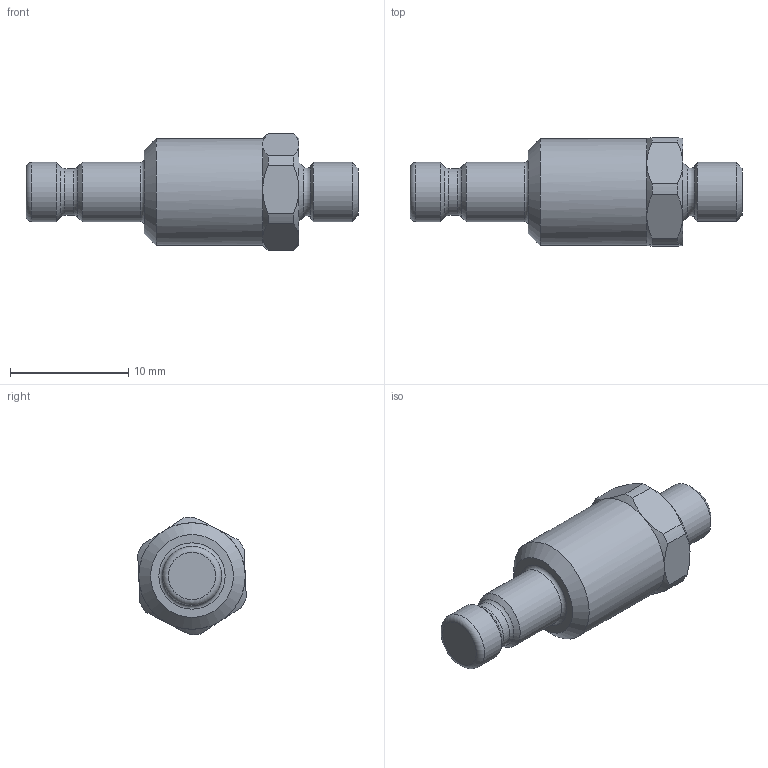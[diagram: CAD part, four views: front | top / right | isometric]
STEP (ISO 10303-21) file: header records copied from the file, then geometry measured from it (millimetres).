
FILE_DESCRIPTION((''),'2;1');
FILE_NAME('20sbam05rvx.stp','2014-11-24T07:30:16',('IA176480'),(''),'Autodesk Inventor 2013','Autodesk Inventor 2013','');
FILE_SCHEMA(('AUTOMOTIVE_DESIGN { 1 0 10303 214 1 1 1 1 }'));
Length unit declared in the file: millimetre
Products named in the file (1): D109649
Bounding box: 28.05 x 9.18 x 9.9 mm (x, y, z)
Volume: 1085.2 mm3; surface area: 971.2 mm2
Topology: 1 solids, 4 shells, 59 faces, 126 edges, 74 vertices
Faces by surface type: cone 23, cylinder 17, plane 13, torus 6
Full cylindrical faces by diameter (mm): 3.95 x1, 5 x3, 6.196 x1, 6.3 x1, 6.8 x1, 7.3 x1, 7.46 x1, 8.1 x1, 9 x1
Entity records: 1465 total; most frequent: CARTESIAN_POINT 270, DIRECTION 246, ORIENTED_EDGE 186, AXIS2_PLACEMENT_3D 117, EDGE_CURVE 93, EDGE_LOOP 92, VERTEX_POINT 69, FACE_OUTER_BOUND 59
